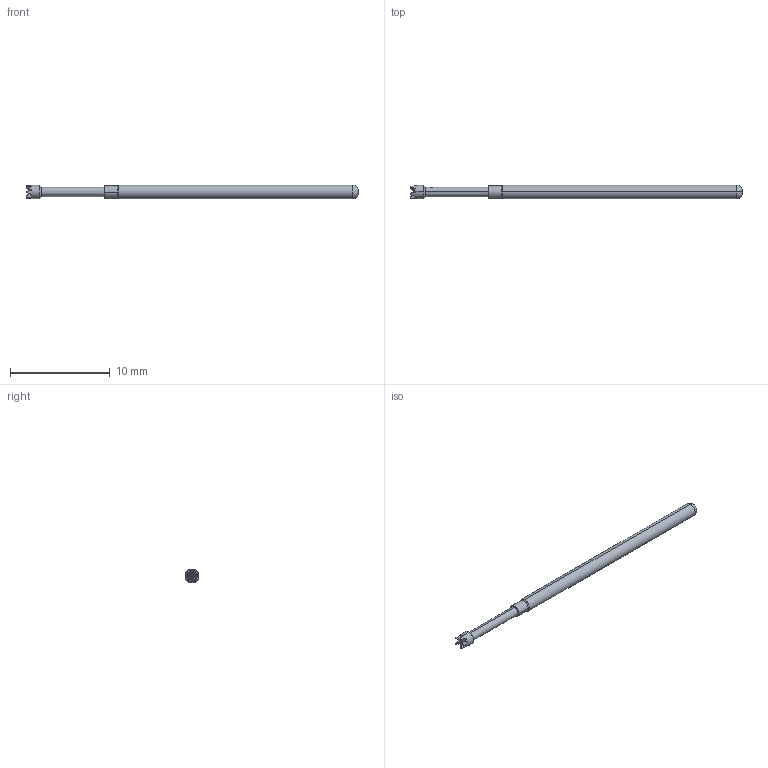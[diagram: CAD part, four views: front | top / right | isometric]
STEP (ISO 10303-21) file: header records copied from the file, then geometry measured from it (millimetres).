
FILE_DESCRIPTION (( 'STEP AP214' ), '1' );
FILE_NAME ('100-PR_2555_-_.STEP', '2017-11-01T15:17:34', ( '' ), ( '' ), 'SwSTEP 2.0', 'SolidWorks 2017', '' );
FILE_SCHEMA (( 'AUTOMOTIVE_DESIGN' ));
Length unit declared in the file: inch
Products named in the file (1): 100-PR_2555_-_
Bounding box: 33.28 x 1.4 x 1.4 mm (x, y, z)
Volume: 42.6 mm3; surface area: 136.1 mm2
Topology: 1 solids, 1 shells, 103 faces, 233 edges, 133 vertices
Faces by surface type: bspline 80, cone 10, plane 7, cylinder 4, torus 2
Entity records: 17259 total; most frequent: CARTESIAN_POINT 15425, ORIENTED_EDGE 466, EDGE_CURVE 233, B_SPLINE_CURVE_WITH_KNOTS 192, VERTEX_POINT 133, DIRECTION 116, EDGE_LOOP 104, FACE_OUTER_BOUND 103
